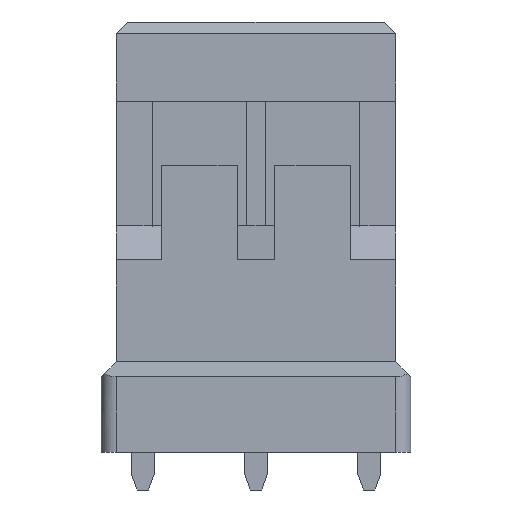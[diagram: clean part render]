
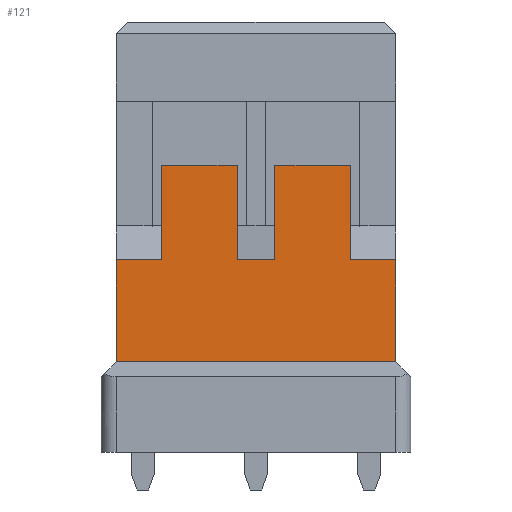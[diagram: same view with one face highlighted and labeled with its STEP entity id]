
A CAD part, front view. The second image highlights one B-rep face of the part: STEP entity #121.
In plain terms, the highlighted planar face has unit normal (0, -1, 0).
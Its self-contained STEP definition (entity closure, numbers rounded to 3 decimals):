
#121=ADVANCED_FACE('',(#363),#364,.F.);
#363=FACE_OUTER_BOUND('',#723,.T.);
#364=PLANE('',#724);
#723=EDGE_LOOP('',(#1425,#1426,#1427,#1428,#1429,#1430,#1431,#1432,#1433,#1434,#1435,#1436));
#724=AXIS2_PLACEMENT_3D('',#1437,#1438,#1439);
#1425=ORIENTED_EDGE('',*,*,#2611,.T.);
#1426=ORIENTED_EDGE('',*,*,#2608,.F.);
#1427=ORIENTED_EDGE('',*,*,#2612,.T.);
#1428=ORIENTED_EDGE('',*,*,#2613,.T.);
#1429=ORIENTED_EDGE('',*,*,#2614,.T.);
#1430=ORIENTED_EDGE('',*,*,#2615,.T.);
#1431=ORIENTED_EDGE('',*,*,#2616,.F.);
#1432=ORIENTED_EDGE('',*,*,#2617,.T.);
#1433=ORIENTED_EDGE('',*,*,#2618,.T.);
#1434=ORIENTED_EDGE('',*,*,#2619,.T.);
#1435=ORIENTED_EDGE('',*,*,#2620,.F.);
#1436=ORIENTED_EDGE('',*,*,#2584,.T.);
#1437=CARTESIAN_POINT('',(1.85,-1.35,2.85));
#1438=DIRECTION('',(-0.0,1.0,0.0));
#1439=DIRECTION('',(1.0,0.0,0.0));
#2584=EDGE_CURVE('',#3174,#3146,#3175,.T.);
#2608=EDGE_CURVE('',#3216,#3206,#3218,.T.);
#2611=EDGE_CURVE('',#3146,#3206,#3221,.T.);
#2612=EDGE_CURVE('',#3216,#3222,#3223,.T.);
#2613=EDGE_CURVE('',#3222,#3224,#3225,.T.);
#2614=EDGE_CURVE('',#3224,#3226,#3227,.T.);
#2615=EDGE_CURVE('',#3226,#3228,#3229,.T.);
#2616=EDGE_CURVE('',#3230,#3228,#3231,.T.);
#2617=EDGE_CURVE('',#3230,#3232,#3233,.T.);
#2618=EDGE_CURVE('',#3232,#3234,#3235,.T.);
#2619=EDGE_CURVE('',#3234,#3236,#3237,.T.);
#2620=EDGE_CURVE('',#3174,#3236,#3238,.T.);
#3146=VERTEX_POINT('',#4050);
#3174=VERTEX_POINT('',#4096);
#3175=LINE('',#4097,#4098);
#3206=VERTEX_POINT('',#4146);
#3216=VERTEX_POINT('',#4161);
#3218=LINE('',#4164,#4165);
#3221=LINE('',#4170,#4171);
#3222=VERTEX_POINT('',#4172);
#3223=LINE('',#4173,#4174);
#3224=VERTEX_POINT('',#4175);
#3225=LINE('',#4176,#4177);
#3226=VERTEX_POINT('',#4178);
#3227=LINE('',#4179,#4180);
#3228=VERTEX_POINT('',#4181);
#3229=LINE('',#4182,#4183);
#3230=VERTEX_POINT('',#4184);
#3231=LINE('',#4185,#4186);
#3232=VERTEX_POINT('',#4187);
#3233=LINE('',#4188,#4189);
#3234=VERTEX_POINT('',#4190);
#3235=LINE('',#4191,#4192);
#3236=VERTEX_POINT('',#4193);
#3237=LINE('',#4194,#4195);
#3238=LINE('',#4196,#4197);
#4050=CARTESIAN_POINT('',(-1.85,-1.35,-1.65));
#4096=CARTESIAN_POINT('',(-1.85,-1.35,-0.3));
#4097=CARTESIAN_POINT('',(-1.85,-1.35,-0.3));
#4098=VECTOR('',#4982,1.35);
#4146=CARTESIAN_POINT('',(1.85,-1.35,-1.65));
#4161=CARTESIAN_POINT('',(1.85,-1.35,-0.3));
#4164=CARTESIAN_POINT('',(1.85,-1.35,-0.3));
#4165=VECTOR('',#5006,1.35);
#4170=CARTESIAN_POINT('',(-1.85,-1.35,-1.65));
#4171=VECTOR('',#5009,3.7);
#4172=CARTESIAN_POINT('',(1.25,-1.35,-0.3));
#4173=CARTESIAN_POINT('',(1.85,-1.35,-0.3));
#4174=VECTOR('',#5010,0.6);
#4175=CARTESIAN_POINT('',(1.25,-1.35,0.95));
#4176=CARTESIAN_POINT('',(1.25,-1.35,-0.3));
#4177=VECTOR('',#5011,1.25);
#4178=CARTESIAN_POINT('',(0.25,-1.35,0.95));
#4179=CARTESIAN_POINT('',(1.25,-1.35,0.95));
#4180=VECTOR('',#5012,1.0);
#4181=CARTESIAN_POINT('',(0.25,-1.35,-0.3));
#4182=CARTESIAN_POINT('',(0.25,-1.35,0.95));
#4183=VECTOR('',#5013,1.25);
#4184=CARTESIAN_POINT('',(-0.25,-1.35,-0.3));
#4185=CARTESIAN_POINT('',(-0.25,-1.35,-0.3));
#4186=VECTOR('',#5014,0.5);
#4187=CARTESIAN_POINT('',(-0.25,-1.35,0.95));
#4188=CARTESIAN_POINT('',(-0.25,-1.35,-0.3));
#4189=VECTOR('',#5015,1.25);
#4190=CARTESIAN_POINT('',(-1.25,-1.35,0.95));
#4191=CARTESIAN_POINT('',(-0.25,-1.35,0.95));
#4192=VECTOR('',#5016,1.0);
#4193=CARTESIAN_POINT('',(-1.25,-1.35,-0.3));
#4194=CARTESIAN_POINT('',(-1.25,-1.35,0.95));
#4195=VECTOR('',#5017,1.25);
#4196=CARTESIAN_POINT('',(-1.85,-1.35,-0.3));
#4197=VECTOR('',#5018,0.6);
#4982=DIRECTION('',(0.0,0.0,-1.0));
#5006=DIRECTION('',(0.0,0.0,-1.0));
#5009=DIRECTION('',(1.0,0.0,0.0));
#5010=DIRECTION('',(-1.0,0.0,0.0));
#5011=DIRECTION('',(0.0,0.0,1.0));
#5012=DIRECTION('',(-1.0,0.0,0.0));
#5013=DIRECTION('',(0.0,0.0,-1.0));
#5014=DIRECTION('',(1.0,0.0,0.0));
#5015=DIRECTION('',(0.0,0.0,1.0));
#5016=DIRECTION('',(-1.0,0.0,0.0));
#5017=DIRECTION('',(0.0,0.0,-1.0));
#5018=DIRECTION('',(1.0,0.0,0.0));
